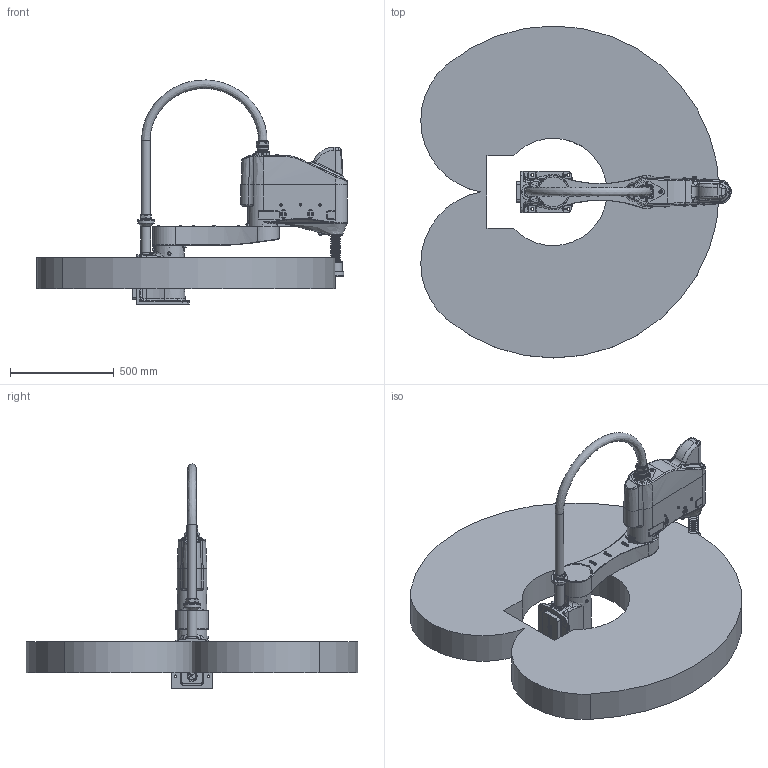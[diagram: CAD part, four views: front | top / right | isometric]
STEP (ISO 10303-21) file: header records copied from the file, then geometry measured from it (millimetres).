
FILE_DESCRIPTION(/* description */ ('Norm.iam Teamplte','CAx-IF Rec.Pracs.---Representation and Presentation of Product Manufacturing Information (PMI)---3.8---2014-02-18'),/* implementation_level */ '2;1');
FILE_NAME(/* name */ 'AT_00024-HND_DUMMY.stp',/* time_stamp */ '2023-09-21T10:14:21+02:00',/* author */ ('josha-tim.penalver'),/* organization */ (''),/* preprocessor_version */ 'ST-DEVELOPER v16.5',/* originating_system */ 'Autodesk Inventor 2017',/* authorisation */ '');
FILE_SCHEMA (('AP242_MANAGED_MODEL_BASED_3D_ENGINEERING_MIM_LF { 1 0 10303 442 1 1 4 }'));
Products named in the file (8): AT_00024-HND_DUMMY sCara4-1000-6kg; MT_WST00114831 Dummy Grundgestell; MT_WST00114834 Dummy Schwinge; MT_WST00114833 Dummy Arm; MT_WST00114836 Dummy Spindel; MT_WST00114837 Dummy Faltenbalg; MT_WST00114467 Arbeitsbereich; MT_WST00115038 Kabelbaum DUMMY
Assembly tree (8 placements, depth 2):
  AT_00024-HND_DUMMY sCara4-1000-6kg
    MT_WST00114831 Dummy Grundgestell
    MT_WST00114834 Dummy Schwinge
    MT_WST00114833 Dummy Arm
    MT_WST00114836 Dummy Spindel
    MT_WST00114837 Dummy Faltenbalg  x2
    MT_WST00114467 Arbeitsbereich
    MT_WST00115038 Kabelbaum DUMMY
Bounding box: 1496.75 x 1600 x 1080.12 mm (x, y, z)
Volume: 275651723 mm3; surface area: 6052814.2 mm2
Topology: 8 solids, 8 shells, 2513 faces, 5993 edges, 3702 vertices
Faces by surface type: plane 1029, cylinder 552, cone 493, bspline 303, torus 91, sphere 45
Full cylindrical faces by diameter (mm): 4 x4, 4.6 x12, 4.917 x5, 5.8 x1, 5.9 x20, 6 x1, 6.4 x3, 6.6 x16, 8 x2, 8.5 x16, 9.2 x8, 10 x4, 10.5 x6, 13.5 x9, 14 x2, 16 x1, 17 x1, 17.5 x1, 18 x2, 25 x6, 26.093 x1, 30 x2, 32 x2, 41.8 x2, 43 x1, 45 x2, 46.5 x2, 47 x1, 50 x23, 52.5 x1
Entity records: 81577 total; most frequent: CARTESIAN_POINT 27770, ORIENTED_EDGE 10566, DIRECTION 10439, EDGE_CURVE 5283, AXIS2_PLACEMENT_3D 4245, VERTEX_POINT 3416, EDGE_LOOP 2939, FACE_OUTER_BOUND 2389
